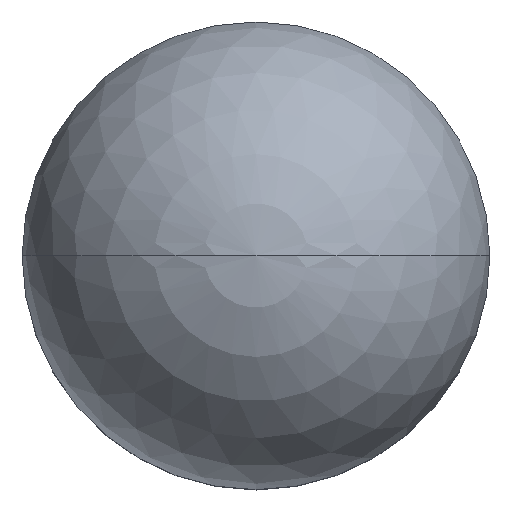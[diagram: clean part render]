
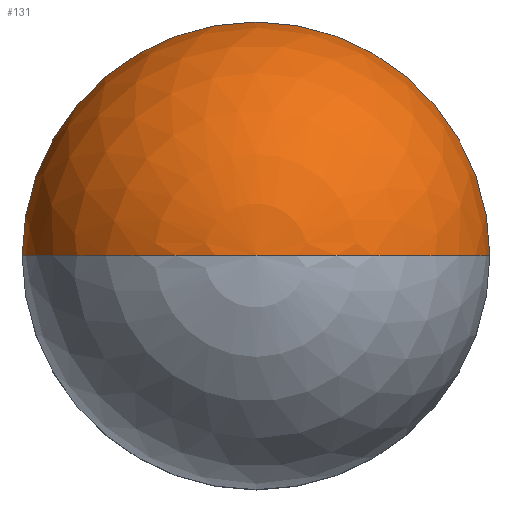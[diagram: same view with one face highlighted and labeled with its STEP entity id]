
A CAD part, top view. The second image highlights one B-rep face of the part: STEP entity #131.
In plain terms, the highlighted spherical face has radius 2.5 mm.
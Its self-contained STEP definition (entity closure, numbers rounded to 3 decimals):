
#70=CARTESIAN_POINT('',(-2.5,0.,5.9));
#71=VERTEX_POINT('',#70);
#80=CARTESIAN_POINT('',(2.5,0.,5.9));
#81=VERTEX_POINT('',#80);
#82=CARTESIAN_POINT('',(0.,0.,5.9));
#83=DIRECTION('',(0.0,0.0,-1.0));
#84=DIRECTION('',(-1.0,0.0,0.0));
#85=AXIS2_PLACEMENT_3D('',#82,#83,#84);
#86=CIRCLE('',#85,2.5);
#87=EDGE_CURVE('',#71,#81,#86,.T.);
#107=CARTESIAN_POINT('',(0.,0.,5.9));
#108=DIRECTION('',(0.0,0.0,1.0));
#109=DIRECTION('',(1.0,0.0,0.0));
#110=AXIS2_PLACEMENT_3D('',#107,#108,#109);
#111=SPHERICAL_SURFACE('',#110,2.5);
#112=CARTESIAN_POINT('',(0.0,0.,8.4));
#113=VERTEX_POINT('',#112);
#114=CARTESIAN_POINT('',(0.,0.,5.9));
#115=DIRECTION('',(0.0,-1.0,0.0));
#116=DIRECTION('',(0.0,0.0,1.0));
#117=AXIS2_PLACEMENT_3D('',#114,#115,#116);
#118=CIRCLE('',#117,2.5);
#119=EDGE_CURVE('',#113,#71,#118,.T.);
#120=ORIENTED_EDGE('',*,*,#119,.F.);
#121=CARTESIAN_POINT('',(0.,0.,5.9));
#122=DIRECTION('',(0.0,-1.0,0.0));
#123=DIRECTION('',(0.0,0.0,1.0));
#124=AXIS2_PLACEMENT_3D('',#121,#122,#123);
#125=CIRCLE('',#124,2.5);
#126=EDGE_CURVE('',#81,#113,#125,.T.);
#127=ORIENTED_EDGE('',*,*,#126,.F.);
#128=ORIENTED_EDGE('',*,*,#87,.F.);
#129=EDGE_LOOP('',(#120,#127,#128));
#130=FACE_OUTER_BOUND('',#129,.T.);
#131=ADVANCED_FACE('',(#130),#111,.T.);
